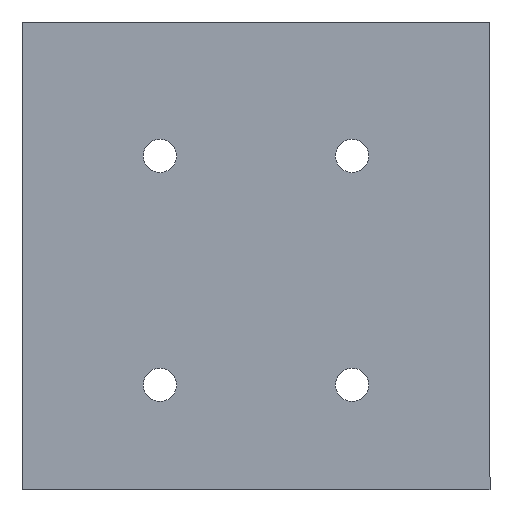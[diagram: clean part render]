
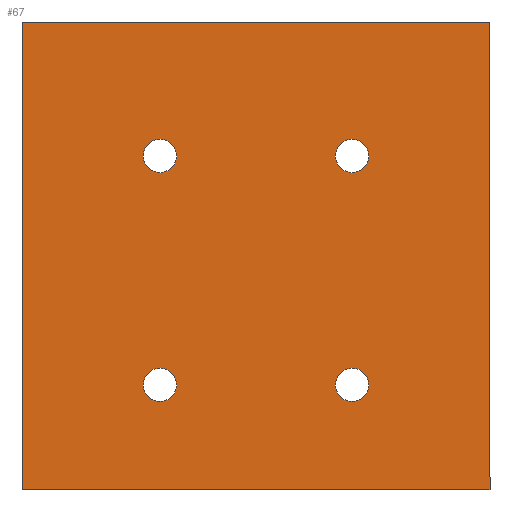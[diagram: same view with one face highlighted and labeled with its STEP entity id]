
A CAD part, front view. The second image highlights one B-rep face of the part: STEP entity #67.
In plain terms, the highlighted planar face has unit normal (0, -1, 0).
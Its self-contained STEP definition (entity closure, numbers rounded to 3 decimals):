
#67=ADVANCED_FACE('',(#197,#199,#201,#203,#205),#207,.F.);
#197=FACE_BOUND('',#198,.T.);
#198=EDGE_LOOP('',(#273,#274,#275,#276));
#199=FACE_BOUND('',#200,.T.);
#200=EDGE_LOOP('',(#277));
#201=FACE_BOUND('',#202,.T.);
#202=EDGE_LOOP('',(#278));
#203=FACE_BOUND('',#204,.T.);
#204=EDGE_LOOP('',(#279));
#205=FACE_BOUND('',#206,.T.);
#206=EDGE_LOOP('',(#280));
#207=PLANE('',#208);
#208=AXIS2_PLACEMENT_3D('',#209,#210,#211);
#209=CARTESIAN_POINT('',(0.,0.,0.));
#210=DIRECTION('',(0.,1.,0.));
#211=DIRECTION('',(-1.,0.,0.));
#273=ORIENTED_EDGE('',*,*,#309,.F.);
#274=ORIENTED_EDGE('',*,*,#307,.F.);
#275=ORIENTED_EDGE('',*,*,#305,.F.);
#276=ORIENTED_EDGE('',*,*,#302,.F.);
#277=ORIENTED_EDGE('',*,*,#313,.T.);
#278=ORIENTED_EDGE('',*,*,#312,.T.);
#279=ORIENTED_EDGE('',*,*,#311,.T.);
#280=ORIENTED_EDGE('',*,*,#310,.T.);
#302=EDGE_CURVE('',#352,#353,#354,.T.);
#305=EDGE_CURVE('',#353,#357,#358,.T.);
#307=EDGE_CURVE('',#357,#360,#361,.T.);
#309=EDGE_CURVE('',#360,#352,#363,.T.);
#310=EDGE_CURVE('',#364,#364,#365,.T.);
#311=EDGE_CURVE('',#366,#366,#367,.T.);
#312=EDGE_CURVE('',#368,#368,#369,.T.);
#313=EDGE_CURVE('',#370,#370,#371,.T.);
#352=VERTEX_POINT('',#682);
#353=VERTEX_POINT('',#683);
#354=LINE('',#684,#685);
#357=VERTEX_POINT('',#693);
#358=LINE('',#694,#695);
#360=VERTEX_POINT('',#700);
#361=LINE('',#701,#702);
#363=LINE('',#707,#708);
#364=VERTEX_POINT('',#710);
#365=CIRCLE('',#711,1.6);
#366=VERTEX_POINT('',#715);
#367=CIRCLE('',#716,1.6);
#368=VERTEX_POINT('',#720);
#369=CIRCLE('',#721,1.6);
#370=VERTEX_POINT('',#725);
#371=CIRCLE('',#726,1.6);
#682=CARTESIAN_POINT('',(19.221,0.,-26.013));
#683=CARTESIAN_POINT('',(-25.779,0.,-26.013));
#684=CARTESIAN_POINT('',(19.221,0.,-26.013));
#685=VECTOR('',#686,1.);
#686=DIRECTION('',(-1.,0.,0.));
#693=CARTESIAN_POINT('',(-25.779,0.,18.987));
#694=CARTESIAN_POINT('',(-25.779,0.,-26.013));
#695=VECTOR('',#696,1.);
#696=DIRECTION('',(0.,0.,1.));
#700=CARTESIAN_POINT('',(19.221,0.,18.987));
#701=CARTESIAN_POINT('',(-25.779,0.,18.987));
#702=VECTOR('',#703,1.);
#703=DIRECTION('',(1.,0.,0.));
#707=CARTESIAN_POINT('',(19.221,0.,18.987));
#708=VECTOR('',#709,1.);
#709=DIRECTION('',(0.,0.,-1.));
#710=CARTESIAN_POINT('',(-14.117,0.,6.106));
#711=AXIS2_PLACEMENT_3D('',#712,#713,#714);
#712=CARTESIAN_POINT('',(-12.517,0.,6.106));
#713=DIRECTION('',(0.,1.,0.));
#714=DIRECTION('',(-1.,0.,0.));
#715=CARTESIAN_POINT('',(-14.114,0.,-15.894));
#716=AXIS2_PLACEMENT_3D('',#717,#718,#719);
#717=CARTESIAN_POINT('',(-12.514,0.,-15.894));
#718=DIRECTION('',(0.,1.,0.));
#719=DIRECTION('',(-1.,0.,0.));
#720=CARTESIAN_POINT('',(4.356,0.,-15.894));
#721=AXIS2_PLACEMENT_3D('',#722,#723,#724);
#722=CARTESIAN_POINT('',(5.956,0.,-15.894));
#723=DIRECTION('',(0.,1.,0.));
#724=DIRECTION('',(-1.,0.,0.));
#725=CARTESIAN_POINT('',(4.356,0.,6.106));
#726=AXIS2_PLACEMENT_3D('',#727,#728,#729);
#727=CARTESIAN_POINT('',(5.956,0.,6.106));
#728=DIRECTION('',(0.,1.,0.));
#729=DIRECTION('',(-1.,0.,0.));
